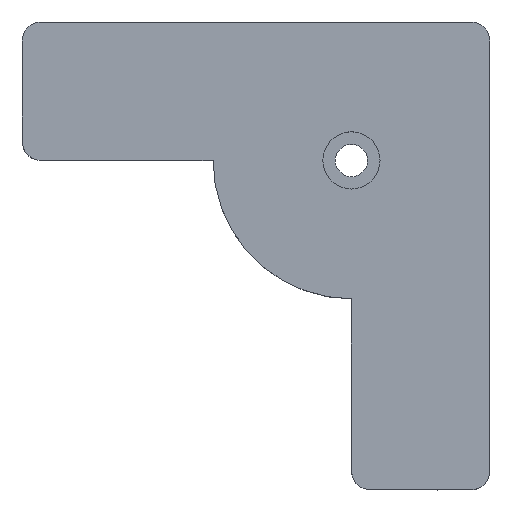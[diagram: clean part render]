
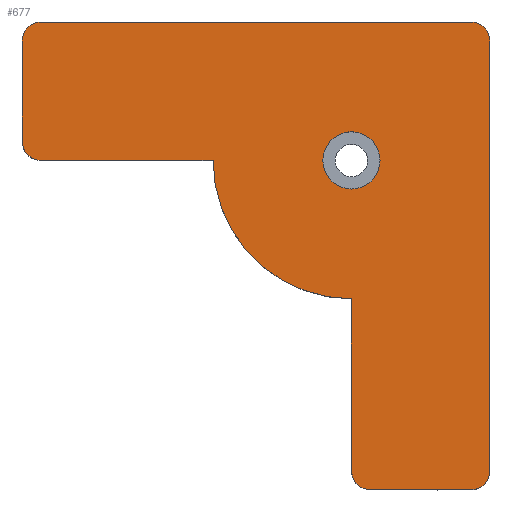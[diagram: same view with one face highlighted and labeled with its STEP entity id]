
A CAD part, top view. The second image highlights one B-rep face of the part: STEP entity #677.
In plain terms, the highlighted planar face has unit normal (0, 0, 1).
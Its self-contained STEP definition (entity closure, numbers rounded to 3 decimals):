
#20=FACE_BOUND('',#117,.T.);
#37=PLANE('',#752);
#74=FACE_OUTER_BOUND('',#116,.T.);
#116=EDGE_LOOP('',(#569,#570,#571,#572,#573,#574,#575,#576,#577,#578,#579,
#580,#581));
#117=EDGE_LOOP('',(#582));
#138=LINE('',#978,#208);
#150=LINE('',#1006,#220);
#161=LINE('',#1034,#231);
#175=LINE('',#1073,#245);
#182=LINE('',#1111,#252);
#184=LINE('',#1116,#254);
#185=LINE('',#1118,#255);
#208=VECTOR('',#782,10.);
#220=VECTOR('',#802,10.);
#231=VECTOR('',#825,10.);
#245=VECTOR('',#861,10.);
#252=VECTOR('',#908,10.);
#254=VECTOR('',#916,10.);
#255=VECTOR('',#919,10.);
#272=CIRCLE('',#704,2.);
#274=CIRCLE('',#709,2.);
#277=CIRCLE('',#715,2.);
#279=CIRCLE('',#720,2.);
#284=CIRCLE('',#727,2.);
#285=CIRCLE('',#730,3.);
#295=CIRCLE('',#750,14.5);
#296=VERTEX_POINT('',#960);
#297=VERTEX_POINT('',#961);
#303=VERTEX_POINT('',#977);
#306=VERTEX_POINT('',#985);
#307=VERTEX_POINT('',#986);
#315=VERTEX_POINT('',#1004);
#321=VERTEX_POINT('',#1020);
#326=VERTEX_POINT('',#1032);
#328=VERTEX_POINT('',#1040);
#338=VERTEX_POINT('',#1065);
#339=VERTEX_POINT('',#1066);
#340=VERTEX_POINT('',#1071);
#341=VERTEX_POINT('',#1075);
#351=VERTEX_POINT('',#1110);
#358=EDGE_CURVE('',#296,#297,#272,.T.);
#366=EDGE_CURVE('',#303,#297,#138,.T.);
#370=EDGE_CURVE('',#306,#307,#274,.T.);
#380=EDGE_CURVE('',#306,#315,#150,.T.);
#387=EDGE_CURVE('',#321,#315,#277,.T.);
#394=EDGE_CURVE('',#321,#326,#161,.T.);
#397=EDGE_CURVE('',#303,#328,#279,.T.);
#410=EDGE_CURVE('',#338,#339,#284,.T.);
#414=EDGE_CURVE('',#338,#340,#175,.T.);
#415=EDGE_CURVE('',#341,#341,#285,.T.);
#431=EDGE_CURVE('',#351,#328,#182,.T.);
#433=EDGE_CURVE('',#340,#351,#295,.T.);
#434=EDGE_CURVE('',#326,#339,#184,.T.);
#435=EDGE_CURVE('',#296,#307,#185,.T.);
#569=ORIENTED_EDGE('',*,*,#358,.F.);
#570=ORIENTED_EDGE('',*,*,#435,.T.);
#571=ORIENTED_EDGE('',*,*,#370,.F.);
#572=ORIENTED_EDGE('',*,*,#380,.T.);
#573=ORIENTED_EDGE('',*,*,#387,.F.);
#574=ORIENTED_EDGE('',*,*,#394,.T.);
#575=ORIENTED_EDGE('',*,*,#434,.T.);
#576=ORIENTED_EDGE('',*,*,#410,.F.);
#577=ORIENTED_EDGE('',*,*,#414,.T.);
#578=ORIENTED_EDGE('',*,*,#433,.T.);
#579=ORIENTED_EDGE('',*,*,#431,.T.);
#580=ORIENTED_EDGE('',*,*,#397,.F.);
#581=ORIENTED_EDGE('',*,*,#366,.T.);
#582=ORIENTED_EDGE('',*,*,#415,.T.);
#677=ADVANCED_FACE('',(#74,#20),#37,.T.);
#704=AXIS2_PLACEMENT_3D('',#962,#768,#769);
#709=AXIS2_PLACEMENT_3D('',#987,#788,#789);
#715=AXIS2_PLACEMENT_3D('',#1021,#814,#815);
#720=AXIS2_PLACEMENT_3D('',#1041,#832,#833);
#727=AXIS2_PLACEMENT_3D('',#1067,#854,#855);
#730=AXIS2_PLACEMENT_3D('',#1076,#864,#865);
#750=AXIS2_PLACEMENT_3D('',#1114,#912,#913);
#752=AXIS2_PLACEMENT_3D('',#1117,#917,#918);
#768=DIRECTION('center_axis',(0.,0.,-1.));
#769=DIRECTION('ref_axis',(0.707,-0.707,0.));
#782=DIRECTION('',(1.,0.,0.));
#788=DIRECTION('center_axis',(0.,0.,-1.));
#789=DIRECTION('ref_axis',(0.707,0.707,0.));
#802=DIRECTION('',(-1.,0.,0.));
#814=DIRECTION('center_axis',(0.,0.,-1.));
#815=DIRECTION('ref_axis',(-0.707,0.707,0.));
#825=DIRECTION('',(0.,-1.,0.));
#832=DIRECTION('center_axis',(0.,0.,-1.));
#833=DIRECTION('ref_axis',(-0.707,-0.707,0.));
#854=DIRECTION('center_axis',(0.,0.,-1.));
#855=DIRECTION('ref_axis',(-0.707,-0.707,0.));
#861=DIRECTION('',(1.,0.,0.));
#864=DIRECTION('center_axis',(0.,0.,-1.));
#865=DIRECTION('ref_axis',(-1.,0.,0.));
#908=DIRECTION('',(0.,-1.,0.));
#912=DIRECTION('center_axis',(0.,0.,1.));
#913=DIRECTION('ref_axis',(-1.,0.,0.));
#916=DIRECTION('',(0.,-1.,0.));
#917=DIRECTION('center_axis',(0.,0.,1.));
#918=DIRECTION('ref_axis',(-1.,0.,0.));
#919=DIRECTION('',(0.,1.,0.));
#960=CARTESIAN_POINT('',(29.,-18.,59.));
#961=CARTESIAN_POINT('',(27.,-20.,59.));
#962=CARTESIAN_POINT('Origin',(27.,-18.,59.));
#977=CARTESIAN_POINT('',(16.5,-20.,59.));
#978=CARTESIAN_POINT('',(14.5,-20.,59.));
#985=CARTESIAN_POINT('',(27.,29.,59.));
#986=CARTESIAN_POINT('',(29.,27.,59.));
#987=CARTESIAN_POINT('Origin',(27.,27.,59.));
#1004=CARTESIAN_POINT('',(-18.,29.,59.));
#1006=CARTESIAN_POINT('',(29.,29.,59.));
#1020=CARTESIAN_POINT('',(-20.,27.,59.));
#1021=CARTESIAN_POINT('Origin',(-18.,27.,59.));
#1032=CARTESIAN_POINT('',(-20.,20.,59.));
#1034=CARTESIAN_POINT('',(-20.,29.,59.));
#1040=CARTESIAN_POINT('',(14.5,-18.,59.));
#1041=CARTESIAN_POINT('Origin',(16.5,-18.,59.));
#1065=CARTESIAN_POINT('',(-18.,14.5,59.));
#1066=CARTESIAN_POINT('',(-20.,16.5,59.));
#1067=CARTESIAN_POINT('Origin',(-18.,16.5,59.));
#1071=CARTESIAN_POINT('',(0.,14.5,59.));
#1073=CARTESIAN_POINT('',(-20.,14.5,59.));
#1075=CARTESIAN_POINT('',(17.5,14.5,59.));
#1076=CARTESIAN_POINT('Origin',(14.5,14.5,59.));
#1110=CARTESIAN_POINT('',(14.5,0.,59.));
#1111=CARTESIAN_POINT('',(14.5,0.,59.));
#1114=CARTESIAN_POINT('Origin',(14.5,14.5,59.));
#1116=CARTESIAN_POINT('',(-20.,20.,59.));
#1117=CARTESIAN_POINT('Origin',(4.5,4.5,59.));
#1118=CARTESIAN_POINT('',(29.,-20.,59.));
